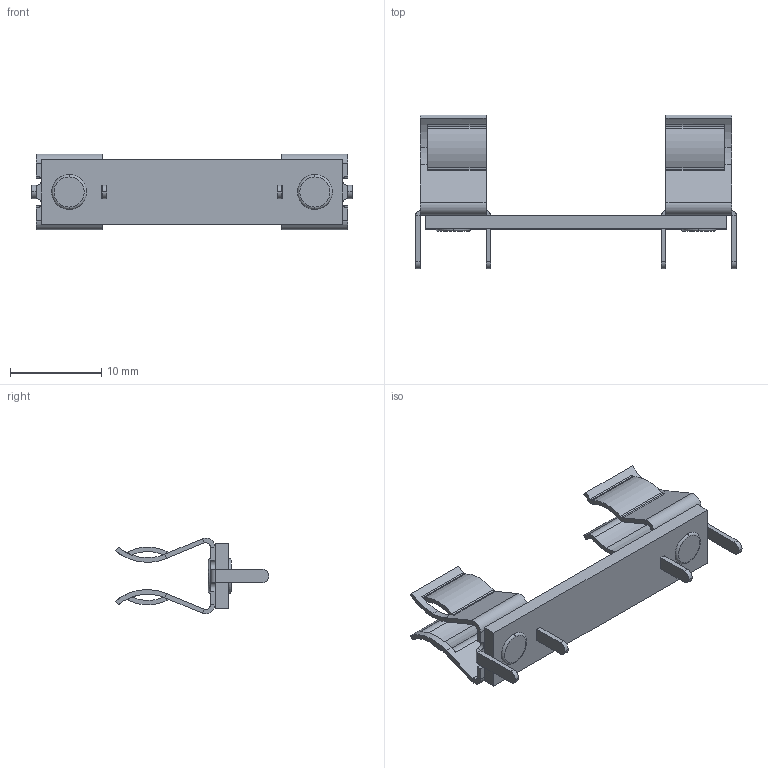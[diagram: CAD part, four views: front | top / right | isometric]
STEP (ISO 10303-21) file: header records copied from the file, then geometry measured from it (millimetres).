
FILE_DESCRIPTION (( 'STEP AP214' ), '1' );
FILE_NAME ('BK-6004.STEP', '2025-06-04T00:59:14', ( '' ), ( '' ), 'SwSTEP 2.0', 'SolidWorks 2021', '' );
FILE_SCHEMA (( 'AUTOMOTIVE_DESIGN' ));
Length unit declared in the file: millimetre
Products named in the file (1): BK-6004
Bounding box: 35.1 x 16.8 x 8.3 mm (x, y, z)
Volume: 594.1 mm3; surface area: 1619.7 mm2
Topology: 3 solids, 3 shells, 238 faces, 560 edges, 324 vertices
Faces by surface type: plane 138, cylinder 92, torus 8
Entity records: 6776 total; most frequent: DIRECTION 1250, CARTESIAN_POINT 1123, ORIENTED_EDGE 1120, EDGE_CURVE 560, AXIS2_PLACEMENT_3D 451, VECTOR 348, LINE 348, VERTEX_POINT 324
